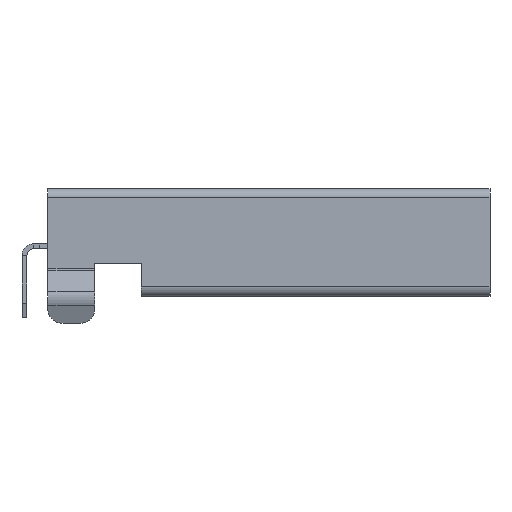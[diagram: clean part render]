
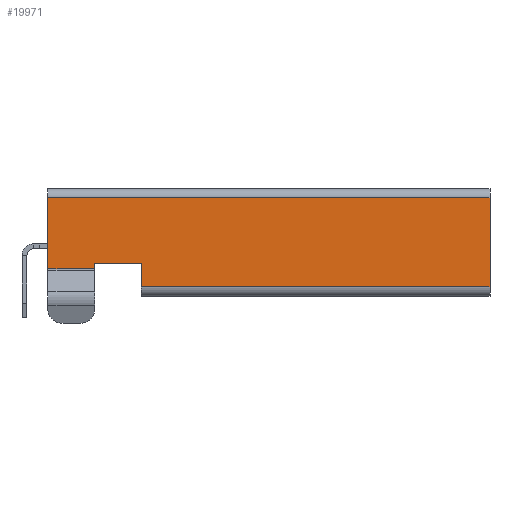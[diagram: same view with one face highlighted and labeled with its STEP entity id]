
A CAD part, left-side view. The second image highlights one B-rep face of the part: STEP entity #19971.
In plain terms, the highlighted planar face has unit normal (-1, 0, 0).
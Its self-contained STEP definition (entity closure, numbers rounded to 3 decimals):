
#17 = DIRECTION ( 'NONE',  ( 0., 0., -1. ) ) ;
#363 = PLANE ( 'NONE',  #21635 ) ;
#768 = CARTESIAN_POINT ( 'NONE',  ( -6., -17.9, -0.95 ) ) ;
#932 = VECTOR ( 'NONE', #20404, 1000. ) ;
#1374 = CARTESIAN_POINT ( 'NONE',  ( -6., -17.9, -0.95 ) ) ;
#1921 = EDGE_CURVE ( 'NONE', #22052, #21717, #4227, .T. ) ;
#1944 = LINE ( 'NONE', #2422, #20177 ) ;
#2276 = EDGE_CURVE ( 'NONE', #21717, #19262, #19881, .T. ) ;
#2414 = DIRECTION ( 'NONE',  ( 0., 0., 1. ) ) ;
#2422 = CARTESIAN_POINT ( 'NONE',  ( -6., 1., 3.25 ) ) ;
#4227 = LINE ( 'NONE', #7616, #932 ) ;
#5349 = CARTESIAN_POINT ( 'NONE',  ( -6., -17.9, 2.85 ) ) ;
#5404 = VECTOR ( 'NONE', #10074, 1000. ) ;
#5452 = EDGE_CURVE ( 'NONE', #22850, #14432, #18035, .T. ) ;
#5455 = DIRECTION ( 'NONE',  ( 0., 0., -1. ) ) ;
#6157 = CARTESIAN_POINT ( 'NONE',  ( -6., -3., 0.05 ) ) ;
#6292 = VECTOR ( 'NONE', #19230, 1000. ) ;
#6914 = CARTESIAN_POINT ( 'NONE',  ( -6., 1., -0.177 ) ) ;
#7616 = CARTESIAN_POINT ( 'NONE',  ( -6., 1., 0.05 ) ) ;
#7773 = DIRECTION ( 'NONE',  ( 0., 0., -1. ) ) ;
#9048 = DIRECTION ( 'NONE',  ( 0., -1., 0. ) ) ;
#9475 = LINE ( 'NONE', #11374, #12294 ) ;
#9678 = DIRECTION ( 'NONE',  ( 1., 0., 0. ) ) ;
#9777 = CARTESIAN_POINT ( 'NONE',  ( -6., -3., -0.95 ) ) ;
#10068 = VERTEX_POINT ( 'NONE', #5349 ) ;
#10074 = DIRECTION ( 'NONE',  ( 0., 1., 0. ) ) ;
#10310 = DIRECTION ( 'NONE',  ( 0., 0., -1. ) ) ;
#10731 = ORIENTED_EDGE ( 'NONE', *, *, #13010, .T. ) ;
#10941 = CARTESIAN_POINT ( 'NONE',  ( -6., 1., -0.177 ) ) ;
#11326 = CARTESIAN_POINT ( 'NONE',  ( -6., 1., 2.85 ) ) ;
#11348 = ORIENTED_EDGE ( 'NONE', *, *, #20635, .T. ) ;
#11374 = CARTESIAN_POINT ( 'NONE',  ( -6., -1., -0.177 ) ) ;
#11484 = ORIENTED_EDGE ( 'NONE', *, *, #20783, .T. ) ;
#11917 = CARTESIAN_POINT ( 'NONE',  ( -6., -1., 0.05 ) ) ;
#12095 = LINE ( 'NONE', #13632, #21055 ) ;
#12294 = VECTOR ( 'NONE', #2414, 1000. ) ;
#12935 = VERTEX_POINT ( 'NONE', #11326 ) ;
#13010 = EDGE_CURVE ( 'NONE', #19262, #15594, #21472, .T. ) ;
#13345 = EDGE_CURVE ( 'NONE', #10068, #15594, #12095, .T. ) ;
#13632 = CARTESIAN_POINT ( 'NONE',  ( -6., -17.9, 3.25 ) ) ;
#14432 = VERTEX_POINT ( 'NONE', #23267 ) ;
#14444 = ORIENTED_EDGE ( 'NONE', *, *, #5452, .T. ) ;
#14737 = ORIENTED_EDGE ( 'NONE', *, *, #1921, .T. ) ;
#15273 = CARTESIAN_POINT ( 'NONE',  ( -6., -17.9, 2.85 ) ) ;
#15594 = VERTEX_POINT ( 'NONE', #768 ) ;
#16691 = EDGE_LOOP ( 'NONE', ( #23113, #10731, #18887, #11348, #11484, #14444, #18587, #14737 ) ) ;
#18035 = LINE ( 'NONE', #10941, #18807 ) ;
#18587 = ORIENTED_EDGE ( 'NONE', *, *, #22805, .T. ) ;
#18807 = VECTOR ( 'NONE', #9048, 1000. ) ;
#18887 = ORIENTED_EDGE ( 'NONE', *, *, #13345, .F. ) ;
#19230 = DIRECTION ( 'NONE',  ( 0., -1., 0. ) ) ;
#19262 = VERTEX_POINT ( 'NONE', #9777 ) ;
#19881 = LINE ( 'NONE', #23074, #23189 ) ;
#19971 = ADVANCED_FACE ( 'NONE', ( #22472 ), #363, .F. ) ;
#20177 = VECTOR ( 'NONE', #5455, 1000. ) ;
#20404 = DIRECTION ( 'NONE',  ( 0., -1., 0. ) ) ;
#20567 = CARTESIAN_POINT ( 'NONE',  ( -6., -17.9, 3.25 ) ) ;
#20622 = LINE ( 'NONE', #15273, #5404 ) ;
#20635 = EDGE_CURVE ( 'NONE', #10068, #12935, #20622, .T. ) ;
#20783 = EDGE_CURVE ( 'NONE', #12935, #22850, #1944, .T. ) ;
#21055 = VECTOR ( 'NONE', #10310, 1000. ) ;
#21472 = LINE ( 'NONE', #1374, #6292 ) ;
#21635 = AXIS2_PLACEMENT_3D ( 'NONE', #20567, #9678, #7773 ) ;
#21717 = VERTEX_POINT ( 'NONE', #6157 ) ;
#22052 = VERTEX_POINT ( 'NONE', #11917 ) ;
#22472 = FACE_OUTER_BOUND ( 'NONE', #16691, .T. ) ;
#22805 = EDGE_CURVE ( 'NONE', #14432, #22052, #9475, .T. ) ;
#22850 = VERTEX_POINT ( 'NONE', #6914 ) ;
#23074 = CARTESIAN_POINT ( 'NONE',  ( -6., -3., 15.899 ) ) ;
#23113 = ORIENTED_EDGE ( 'NONE', *, *, #2276, .T. ) ;
#23189 = VECTOR ( 'NONE', #17, 1000. ) ;
#23267 = CARTESIAN_POINT ( 'NONE',  ( -6., -1., -0.177 ) ) ;
